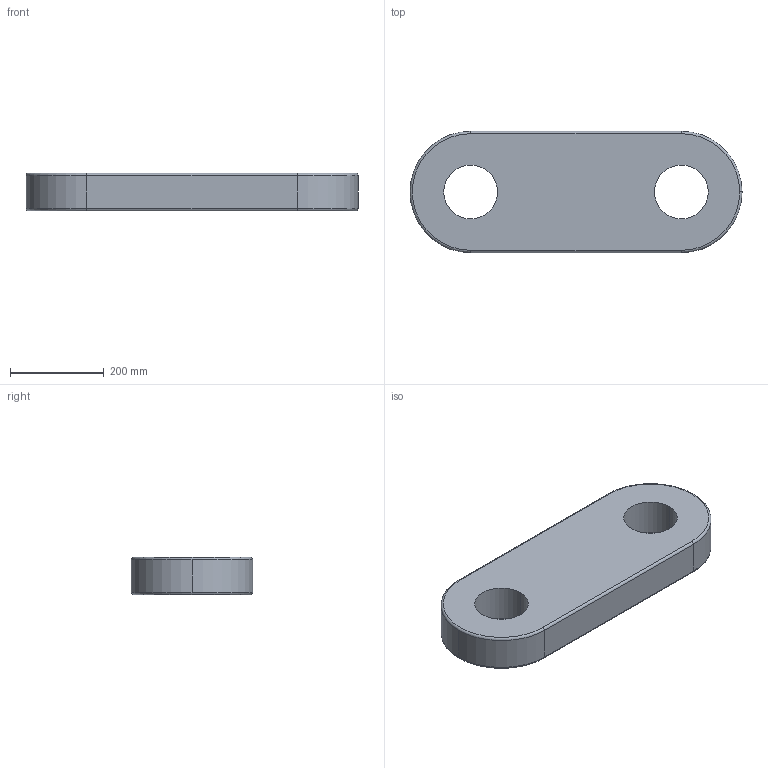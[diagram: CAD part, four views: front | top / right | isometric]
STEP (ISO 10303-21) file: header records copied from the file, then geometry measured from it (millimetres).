
FILE_DESCRIPTION (( 'STEP AP203' ), '1' );
FILE_NAME ('7. Bucket Linkage 2_Default_sldprt.STEP', '2023-03-20T06:31:22', ( '' ), ( '' ), 'SwSTEP 2.0', 'SolidWorks 2019', '' );
FILE_SCHEMA (( 'CONFIG_CONTROL_DESIGN' ));
Length unit declared in the file: millimetre
Products named in the file (1): 7. Bucket Linkage 2_Default_sldprt
Bounding box: 709 x 259 x 80 mm (x, y, z)
Volume: 11858608.5 mm3; surface area: 484444.7 mm2
Topology: 1 solids, 1 shells, 21 faces, 49 edges, 30 vertices
Faces by surface type: cylinder 11, torus 6, plane 4
Entity records: 696 total; most frequent: DIRECTION 125, CARTESIAN_POINT 101, ORIENTED_EDGE 98, AXIS2_PLACEMENT_3D 54, EDGE_CURVE 49, CIRCLE 32, VERTEX_POINT 30, EDGE_LOOP 25
